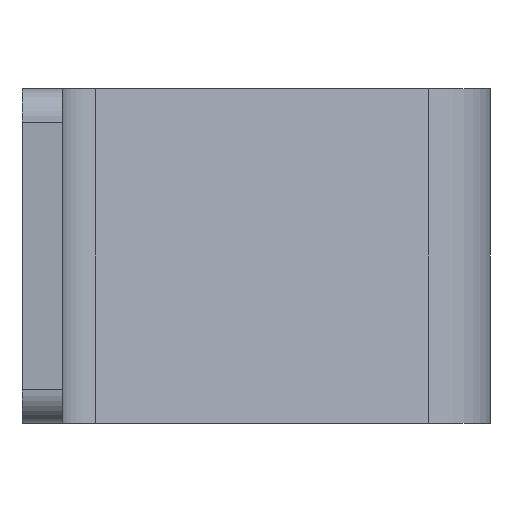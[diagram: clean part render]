
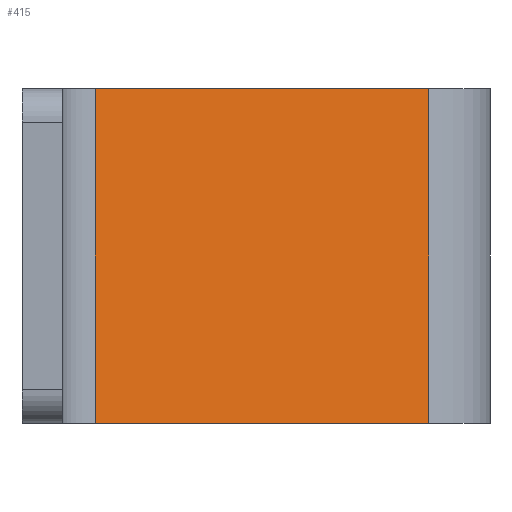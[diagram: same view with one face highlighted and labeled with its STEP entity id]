
A CAD part, left-side view. The second image highlights one B-rep face of the part: STEP entity #415.
In plain terms, the highlighted planar face has unit normal (-0.957, -0.291, 0).
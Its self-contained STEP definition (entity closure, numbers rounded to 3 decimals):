
#2 = CARTESIAN_POINT ( 'NONE',  ( -50.439, 59.035, 0. ) ) ;
#51 = DIRECTION ( 'NONE',  ( 0., 0., 1. ) ) ;
#81 = ORIENTED_EDGE ( 'NONE', *, *, #955, .T. ) ;
#185 = LINE ( 'NONE', #582, #723 ) ;
#188 = VERTEX_POINT ( 'NONE', #853 ) ;
#251 = EDGE_CURVE ( 'NONE', #339, #1056, #1219, .T. ) ;
#296 = PLANE ( 'NONE',  #1234 ) ;
#304 = ORIENTED_EDGE ( 'NONE', *, *, #251, .F. ) ;
#339 = VERTEX_POINT ( 'NONE', #2 ) ;
#373 = DIRECTION ( 'NONE',  ( 0.291, -0.957, 0. ) ) ;
#409 = CARTESIAN_POINT ( 'NONE',  ( -35.28, 9.147, -50. ) ) ;
#415 = ADVANCED_FACE ( 'NONE', ( #469 ), #296, .T. ) ;
#446 = VECTOR ( 'NONE', #937, 1000. ) ;
#469 = FACE_OUTER_BOUND ( 'NONE', #683, .T. ) ;
#582 = CARTESIAN_POINT ( 'NONE',  ( -50.439, 59.035, -50. ) ) ;
#585 = ORIENTED_EDGE ( 'NONE', *, *, #754, .T. ) ;
#597 = DIRECTION ( 'NONE',  ( 0., 0., 1. ) ) ;
#683 = EDGE_LOOP ( 'NONE', ( #304, #1079, #585, #81 ) ) ;
#686 = CARTESIAN_POINT ( 'NONE',  ( -50.439, 59.035, -50. ) ) ;
#698 = VECTOR ( 'NONE', #597, 1000. ) ;
#723 = VECTOR ( 'NONE', #1078, 1000. ) ;
#754 = EDGE_CURVE ( 'NONE', #816, #188, #185, .T. ) ;
#756 = CARTESIAN_POINT ( 'NONE',  ( -50.439, 59.035, 0. ) ) ;
#782 = CARTESIAN_POINT ( 'NONE',  ( -50.439, 59.035, -50. ) ) ;
#813 = LINE ( 'NONE', #409, #698 ) ;
#816 = VERTEX_POINT ( 'NONE', #782 ) ;
#853 = CARTESIAN_POINT ( 'NONE',  ( -35.28, 9.147, -50. ) ) ;
#919 = CARTESIAN_POINT ( 'NONE',  ( -35.28, 9.147, 0. ) ) ;
#927 = CARTESIAN_POINT ( 'NONE',  ( -50.439, 59.035, -50. ) ) ;
#934 = LINE ( 'NONE', #927, #960 ) ;
#937 = DIRECTION ( 'NONE',  ( 0.291, -0.957, 0. ) ) ;
#955 = EDGE_CURVE ( 'NONE', #188, #1056, #813, .T. ) ;
#960 = VECTOR ( 'NONE', #51, 1000. ) ;
#1056 = VERTEX_POINT ( 'NONE', #919 ) ;
#1078 = DIRECTION ( 'NONE',  ( 0.291, -0.957, 0. ) ) ;
#1079 = ORIENTED_EDGE ( 'NONE', *, *, #1097, .F. ) ;
#1097 = EDGE_CURVE ( 'NONE', #816, #339, #934, .T. ) ;
#1219 = LINE ( 'NONE', #756, #446 ) ;
#1234 = AXIS2_PLACEMENT_3D ( 'NONE', #686, #1256, #373 ) ;
#1256 = DIRECTION ( 'NONE',  ( -0.957, -0.291, 0. ) ) ;
